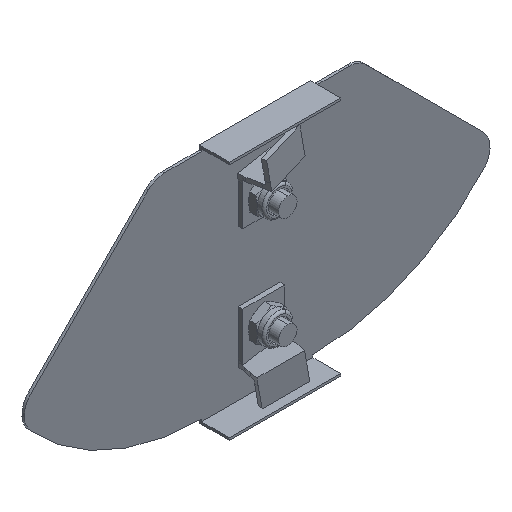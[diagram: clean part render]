
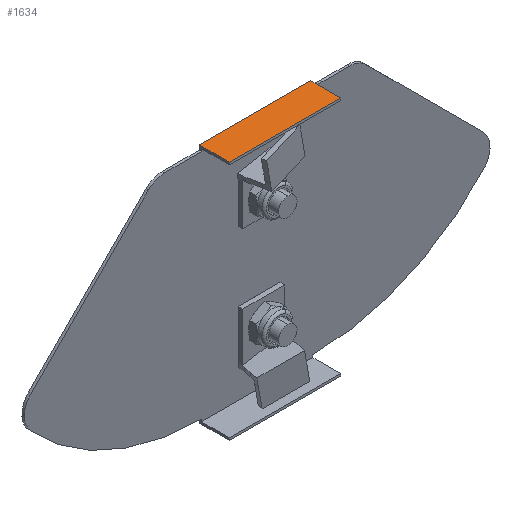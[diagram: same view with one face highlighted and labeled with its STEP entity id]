
A CAD part, isometric view. The second image highlights one B-rep face of the part: STEP entity #1634.
In plain terms, the highlighted planar face has unit normal (0, 0, 1).
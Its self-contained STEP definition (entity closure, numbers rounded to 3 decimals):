
#15 = LINE ( 'NONE', #827, #2851 ) ;
#109 = DIRECTION ( 'NONE',  ( 0., 1., 0. ) ) ;
#163 = CARTESIAN_POINT ( 'NONE',  ( 24., 1., 52. ) ) ;
#175 = CARTESIAN_POINT ( 'NONE',  ( 24., -12., 52. ) ) ;
#188 = VECTOR ( 'NONE', #3085, 1000. ) ;
#197 = PLANE ( 'NONE',  #2375 ) ;
#369 = ORIENTED_EDGE ( 'NONE', *, *, #1417, .F. ) ;
#523 = CARTESIAN_POINT ( 'NONE',  ( -24., -1., 52. ) ) ;
#574 = DIRECTION ( 'NONE',  ( 0., 1., 0. ) ) ;
#797 = VECTOR ( 'NONE', #574, 1000. ) ;
#827 = CARTESIAN_POINT ( 'NONE',  ( 24., -1., 52. ) ) ;
#893 = EDGE_LOOP ( 'NONE', ( #3683, #1108, #2023, #2182, #3525, #369 ) ) ;
#944 = VERTEX_POINT ( 'NONE', #523 ) ;
#976 = CARTESIAN_POINT ( 'NONE',  ( 24., -12., 52. ) ) ;
#985 = VECTOR ( 'NONE', #2765, 1000. ) ;
#1071 = DIRECTION ( 'NONE',  ( 1., 0., 0. ) ) ;
#1108 = ORIENTED_EDGE ( 'NONE', *, *, #2856, .T. ) ;
#1312 = VERTEX_POINT ( 'NONE', #3586 ) ;
#1363 = VERTEX_POINT ( 'NONE', #1844 ) ;
#1417 = EDGE_CURVE ( 'NONE', #2262, #3347, #3576, .T. ) ;
#1527 = LINE ( 'NONE', #3297, #2033 ) ;
#1634 = ADVANCED_FACE ( 'NONE', ( #3448 ), #197, .T. ) ;
#1744 = CARTESIAN_POINT ( 'NONE',  ( 24., -1., 52. ) ) ;
#1844 = CARTESIAN_POINT ( 'NONE',  ( 24., 1., 52. ) ) ;
#2023 = ORIENTED_EDGE ( 'NONE', *, *, #3716, .T. ) ;
#2033 = VECTOR ( 'NONE', #109, 1000. ) ;
#2182 = ORIENTED_EDGE ( 'NONE', *, *, #2882, .F. ) ;
#2187 = DIRECTION ( 'NONE',  ( -1., 0., 0. ) ) ;
#2211 = DIRECTION ( 'NONE',  ( 0., 0., 1. ) ) ;
#2262 = VERTEX_POINT ( 'NONE', #976 ) ;
#2339 = VERTEX_POINT ( 'NONE', #1744 ) ;
#2374 = CARTESIAN_POINT ( 'NONE',  ( -24., -12., 52. ) ) ;
#2375 = AXIS2_PLACEMENT_3D ( 'NONE', #175, #2211, #1071 ) ;
#2484 = LINE ( 'NONE', #3740, #797 ) ;
#2520 = LINE ( 'NONE', #3047, #188 ) ;
#2636 = EDGE_CURVE ( 'NONE', #2262, #2339, #2520, .T. ) ;
#2656 = LINE ( 'NONE', #163, #2759 ) ;
#2759 = VECTOR ( 'NONE', #2187, 1000. ) ;
#2765 = DIRECTION ( 'NONE',  ( -1., 0., 0. ) ) ;
#2851 = VECTOR ( 'NONE', #2900, 1000. ) ;
#2856 = EDGE_CURVE ( 'NONE', #2339, #1363, #15, .T. ) ;
#2882 = EDGE_CURVE ( 'NONE', #944, #1312, #2484, .T. ) ;
#2900 = DIRECTION ( 'NONE',  ( 0., 1., 0. ) ) ;
#3030 = CARTESIAN_POINT ( 'NONE',  ( 24., -12., 52. ) ) ;
#3047 = CARTESIAN_POINT ( 'NONE',  ( 24., -12., 52. ) ) ;
#3085 = DIRECTION ( 'NONE',  ( 0., 1., 0. ) ) ;
#3297 = CARTESIAN_POINT ( 'NONE',  ( -24., -12., 52. ) ) ;
#3347 = VERTEX_POINT ( 'NONE', #2374 ) ;
#3378 = EDGE_CURVE ( 'NONE', #3347, #944, #1527, .T. ) ;
#3448 = FACE_OUTER_BOUND ( 'NONE', #893, .T. ) ;
#3525 = ORIENTED_EDGE ( 'NONE', *, *, #3378, .F. ) ;
#3576 = LINE ( 'NONE', #3030, #985 ) ;
#3586 = CARTESIAN_POINT ( 'NONE',  ( -24., 1., 52. ) ) ;
#3683 = ORIENTED_EDGE ( 'NONE', *, *, #2636, .T. ) ;
#3716 = EDGE_CURVE ( 'NONE', #1363, #1312, #2656, .T. ) ;
#3740 = CARTESIAN_POINT ( 'NONE',  ( -24., -12., 52. ) ) ;
